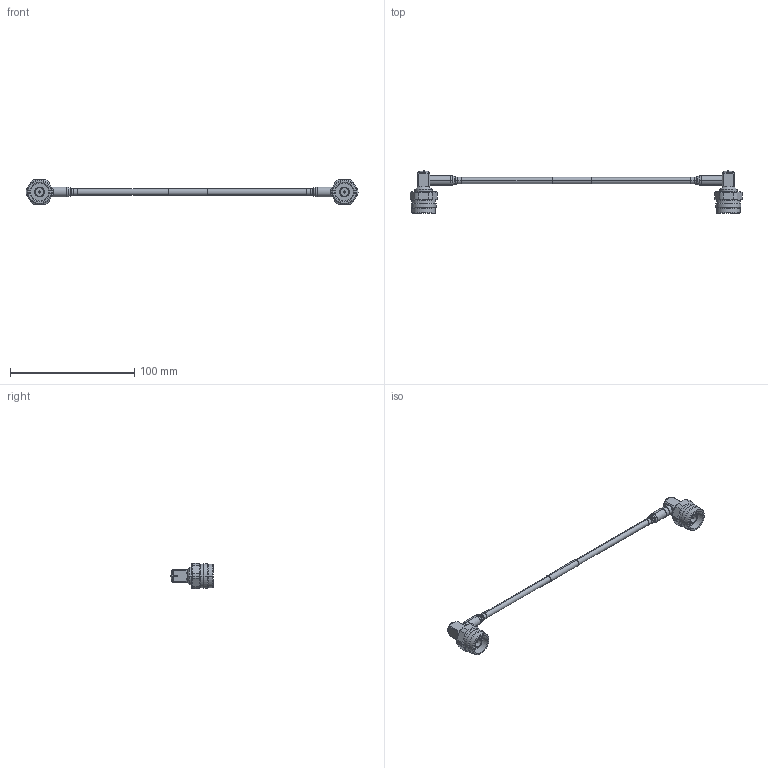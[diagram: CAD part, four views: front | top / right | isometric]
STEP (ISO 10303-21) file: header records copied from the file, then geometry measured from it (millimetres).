
FILE_DESCRIPTION (( 'STEP AP214' ), '1' );
FILE_NAME ('FMCA100133_3D.step', '2024-08-16T20:05:47', ( '' ), ( '' ), 'SwSTEP 2.0', 'SolidWorks 2022', '' );
FILE_SCHEMA (( 'AUTOMOTIVE_DESIGN' ));
Length unit declared in the file: inch
Products named in the file (7): TC-195-NMH-RA-D_ferrule; FMCA100133_3D; TC-195-NMH-RA-D_cap; TC-195-NMH-RA-D; Heat Shrink^FMCA100133_Config 1; TCOM-195^FMCA100133_LABEL+PE PIM; TC-195-NMH-RA-D_body
Assembly tree (8 placements, depth 3):
  FMCA100133_3D
    TCOM-195^FMCA100133_LABEL+PE PIM
    TC-195-NMH-RA-D  x2
      TC-195-NMH-RA-D_body
      TC-195-NMH-RA-D_cap
      TC-195-NMH-RA-D_ferrule
    Heat Shrink^FMCA100133_Config 1  x2
Bounding box: 267.46 x 33.94 x 20.57 mm (x, y, z)
Volume: 16101 mm3; surface area: 15637.1 mm2
Topology: 11 solids, 11 shells, 458 faces, 976 edges, 556 vertices
Faces by surface type: cone 208, cylinder 120, plane 90, torus 40
Entity records: 6760 total; most frequent: CARTESIAN_POINT 1257, DIRECTION 1211, ORIENTED_EDGE 986, AXIS2_PLACEMENT_3D 510, EDGE_CURVE 493, VERTEX_POINT 284, CIRCLE 264, EDGE_LOOP 253
